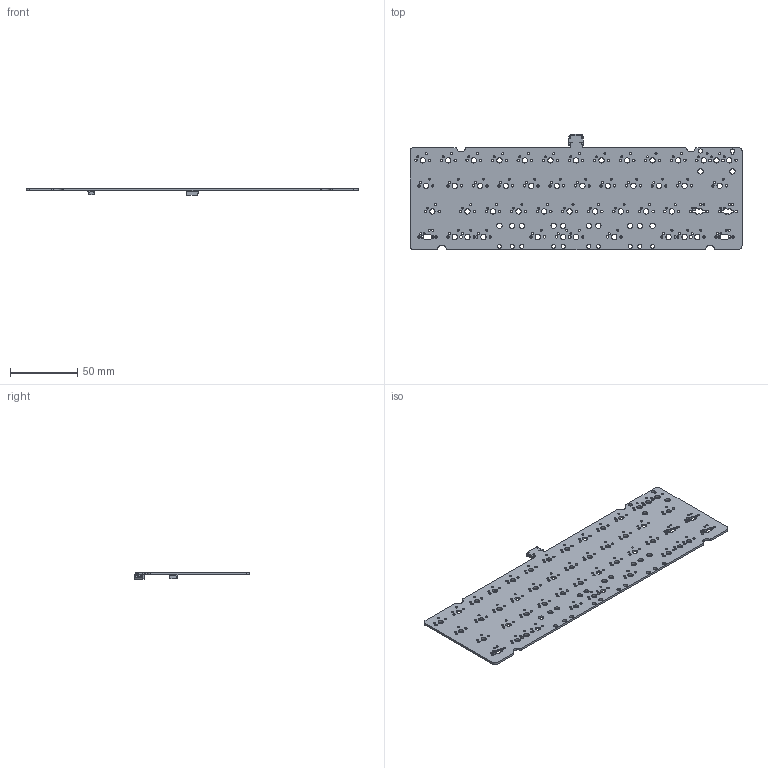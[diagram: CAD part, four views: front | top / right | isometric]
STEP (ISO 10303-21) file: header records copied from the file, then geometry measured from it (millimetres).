
FILE_DESCRIPTION(('KiCad electronic assembly'),'2;1');
FILE_NAME('QS-13u.step','2022-04-28T01:12:28',('Pcbnew'),('Kicad'), 'Open CASCADE STEP processor 7.6','KiCad to STEP converter','Unknown' );
FILE_SCHEMA(('AUTOMOTIVE_DESIGN { 1 0 10303 214 1 1 1 1 }'));
Length unit declared in the file: millimetre
Products named in the file (6): QS-13u 1; TYPE-C-31-M-12; SOLID; SM04B-SRSS-TB; _autosave-QS-13u PCB
Assembly tree (5 placements, depth 3):
  QS-13u 1
    TYPE-C-31-M-12
      SOLID
    SM04B-SRSS-TB
      SOLID
    _autosave-QS-13u PCB
Bounding box: 247.65 x 86.15 x 4.86 mm (x, y, z)
Volume: 28219.5 mm3; surface area: 39951.9 mm2
Topology: 3 solids, 3 shells, 598 faces, 1723 edges, 1144 vertices
Faces by surface type: cylinder 343, bspline 225, plane 30
Full cylindrical faces by diameter (mm): 0.65 x2, 1.524 x107, 1.75 x86, 3.048 x10, 3.988 x57
Entity records: 44744 total; most frequent: CARTESIAN_POINT 14354, DIRECTION 3989, ORIENTED_EDGE 3446, PCURVE 3446, DEFINITIONAL_REPRESENTATION 3446, LINE 1819, VECTOR 1819, B_SPLINE_CURVE_WITH_KNOTS 1792
